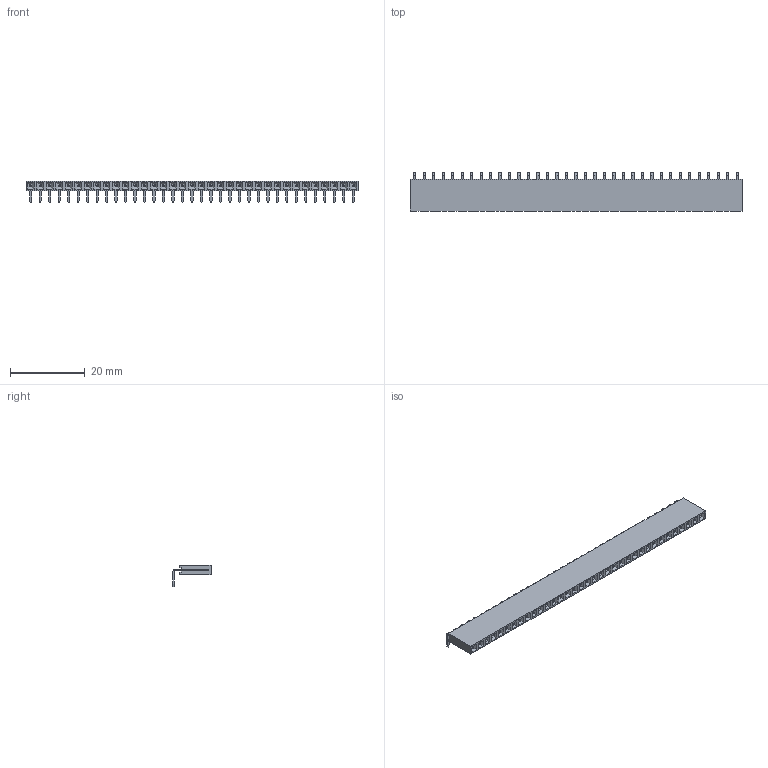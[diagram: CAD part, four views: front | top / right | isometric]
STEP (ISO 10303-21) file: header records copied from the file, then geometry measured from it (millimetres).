
FILE_DESCRIPTION(('STEP AP214'), '1');
FILE_NAME('PBS-R', '', ('UNSPECIFIED'), ('UNSPECIFIED'), 'ASCON STEP Converter 1.6', 'ASCON Math Kernel', '');
FILE_SCHEMA(('AUTOMOTIVE_DESIGN { 1 0 10303 214 3 1 1}'));
Length unit declared in the file: millimetre
Bounding box: 88.9 x 10.2 x 5.84 mm (x, y, z)
Volume: 1735.6 mm3; surface area: 3819.8 mm2
Topology: 1 solids, 1 shells, 2040 faces, 5624 edges, 3516 vertices
Faces by surface type: plane 1725, cylinder 315
Entity records: 79998 total; most frequent: ORIENTED_EDGE 11248, CARTESIAN_POINT 11181, DIRECTION 10476, EDGE_CURVE 5624, LINE 4854, VECTOR 4854, VERTEX_POINT 3516, AXIS2_PLACEMENT_3D 2811
